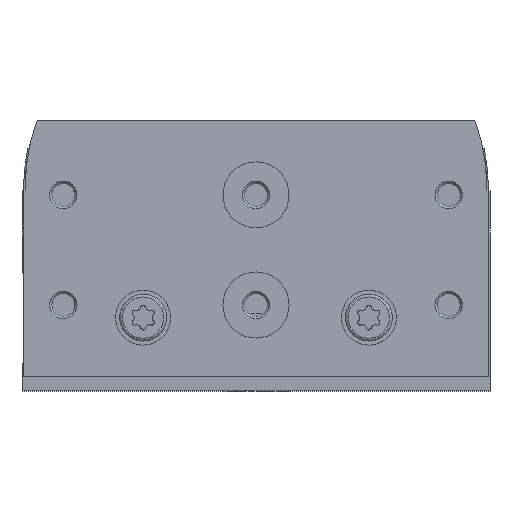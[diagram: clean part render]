
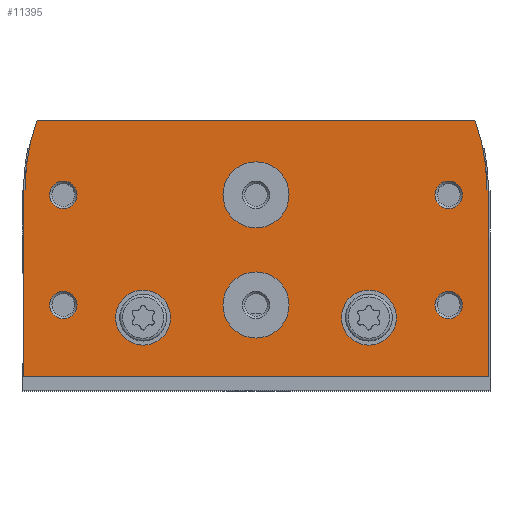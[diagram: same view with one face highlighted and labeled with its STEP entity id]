
A CAD part, top view. The second image highlights one B-rep face of the part: STEP entity #11395.
In plain terms, the highlighted planar face has unit normal (0, 0, 1).
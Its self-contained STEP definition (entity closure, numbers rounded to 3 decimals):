
#517=LINE('',#17576,#1237);
#522=LINE('',#17586,#1242);
#529=LINE('',#17603,#1249);
#535=LINE('',#17615,#1255);
#543=LINE('',#17636,#1263);
#544=LINE('',#17670,#1264);
#1237=VECTOR('',#14372,1000.);
#1242=VECTOR('',#14379,1000.);
#1249=VECTOR('',#14394,1000.);
#1255=VECTOR('',#14404,1000.);
#1263=VECTOR('',#14426,1000.);
#1264=VECTOR('',#14461,1000.);
#1690=PLANE('',#12284);
#3075=ORIENTED_EDGE('',*,*,#5217,.F.);
#3076=ORIENTED_EDGE('',*,*,#5218,.F.);
#3077=ORIENTED_EDGE('',*,*,#5219,.T.);
#3078=ORIENTED_EDGE('',*,*,#5220,.T.);
#3079=ORIENTED_EDGE('',*,*,#5221,.T.);
#3080=ORIENTED_EDGE('',*,*,#5222,.T.);
#3081=ORIENTED_EDGE('',*,*,#5223,.T.);
#3082=ORIENTED_EDGE('',*,*,#5224,.T.);
#3083=ORIENTED_EDGE('',*,*,#5187,.T.);
#3084=ORIENTED_EDGE('',*,*,#5181,.T.);
#3085=ORIENTED_EDGE('',*,*,#5199,.T.);
#3086=ORIENTED_EDGE('',*,*,#5167,.T.);
#3087=ORIENTED_EDGE('',*,*,#5172,.T.);
#3088=ORIENTED_EDGE('',*,*,#5176,.T.);
#3089=ORIENTED_EDGE('',*,*,#5216,.T.);
#3090=ORIENTED_EDGE('',*,*,#5193,.T.);
#5167=EDGE_CURVE('',#6356,#6355,#517,.T.);
#5172=EDGE_CURVE('',#6355,#6359,#522,.T.);
#5176=EDGE_CURVE('',#6359,#6361,#7069,.T.);
#5181=EDGE_CURVE('',#6363,#6365,#529,.T.);
#5187=EDGE_CURVE('',#6369,#6363,#535,.T.);
#5193=EDGE_CURVE('',#6374,#6369,#7071,.T.);
#5199=EDGE_CURVE('',#6365,#6356,#543,.T.);
#5216=EDGE_CURVE('',#6361,#6374,#544,.T.);
#5217=EDGE_CURVE('',#6392,#6392,#7090,.T.);
#5218=EDGE_CURVE('',#6393,#6393,#7091,.T.);
#5219=EDGE_CURVE('',#6394,#6394,#7092,.T.);
#5220=EDGE_CURVE('',#6395,#6395,#7093,.T.);
#5221=EDGE_CURVE('',#6396,#6396,#7094,.T.);
#5222=EDGE_CURVE('',#6397,#6397,#7095,.T.);
#5223=EDGE_CURVE('',#6398,#6398,#7096,.T.);
#5224=EDGE_CURVE('',#6399,#6399,#7097,.T.);
#6355=VERTEX_POINT('',#17575);
#6356=VERTEX_POINT('',#17577);
#6359=VERTEX_POINT('',#17585);
#6361=VERTEX_POINT('',#17592);
#6363=VERTEX_POINT('',#17597);
#6365=VERTEX_POINT('',#17602);
#6369=VERTEX_POINT('',#17613);
#6374=VERTEX_POINT('',#17628);
#6392=VERTEX_POINT('',#17673);
#6393=VERTEX_POINT('',#17675);
#6394=VERTEX_POINT('',#17677);
#6395=VERTEX_POINT('',#17679);
#6396=VERTEX_POINT('',#17681);
#6397=VERTEX_POINT('',#17683);
#6398=VERTEX_POINT('',#17685);
#6399=VERTEX_POINT('',#17687);
#7069=CIRCLE('',#12256,37.);
#7071=CIRCLE('',#12263,37.);
#7090=CIRCLE('',#12285,5.);
#7091=CIRCLE('',#12286,5.);
#7092=CIRCLE('',#12287,6.);
#7093=CIRCLE('',#12288,6.);
#7094=CIRCLE('',#12289,2.5);
#7095=CIRCLE('',#12290,2.5);
#7096=CIRCLE('',#12291,2.5);
#7097=CIRCLE('',#12292,2.5);
#7793=EDGE_LOOP('',(#3075));
#7794=EDGE_LOOP('',(#3076));
#7795=EDGE_LOOP('',(#3077));
#7796=EDGE_LOOP('',(#3078));
#7797=EDGE_LOOP('',(#3079));
#7798=EDGE_LOOP('',(#3080));
#7799=EDGE_LOOP('',(#3081));
#7800=EDGE_LOOP('',(#3082));
#7801=EDGE_LOOP('',(#3083,#3084,#3085,#3086,#3087,#3088,#3089,#3090));
#8631=FACE_BOUND('',#7793,.T.);
#8632=FACE_BOUND('',#7794,.T.);
#8633=FACE_BOUND('',#7795,.T.);
#8634=FACE_BOUND('',#7796,.T.);
#8635=FACE_BOUND('',#7797,.T.);
#8636=FACE_BOUND('',#7798,.T.);
#8637=FACE_BOUND('',#7799,.T.);
#8638=FACE_BOUND('',#7800,.T.);
#8639=FACE_BOUND('',#7801,.T.);
#11395=ADVANCED_FACE('',(#8631,#8632,#8633,#8634,#8635,#8636,#8637,#8638,
#8639),#1690,.T.);
#12256=AXIS2_PLACEMENT_3D('',#17593,#14386,#14387);
#12263=AXIS2_PLACEMENT_3D('',#17627,#14415,#14416);
#12284=AXIS2_PLACEMENT_3D('',#17671,#14462,#14463);
#12285=AXIS2_PLACEMENT_3D('',#17672,#14464,#14465);
#12286=AXIS2_PLACEMENT_3D('',#17674,#14466,#14467);
#12287=AXIS2_PLACEMENT_3D('',#17676,#14468,#14469);
#12288=AXIS2_PLACEMENT_3D('',#17678,#14470,#14471);
#12289=AXIS2_PLACEMENT_3D('',#17680,#14472,#14473);
#12290=AXIS2_PLACEMENT_3D('',#17682,#14474,#14475);
#12291=AXIS2_PLACEMENT_3D('',#17684,#14476,#14477);
#12292=AXIS2_PLACEMENT_3D('',#17686,#14478,#14479);
#14372=DIRECTION('',(0.,1.,0.));
#14379=DIRECTION('',(-0.866,0.5,0.));
#14386=DIRECTION('',(0.,0.,1.));
#14387=DIRECTION('',(1.,0.,0.));
#14394=DIRECTION('',(0.,-1.,0.));
#14404=DIRECTION('',(-0.866,-0.5,0.));
#14415=DIRECTION('',(0.,0.,1.));
#14416=DIRECTION('',(1.,0.,0.));
#14426=DIRECTION('',(1.,0.,0.));
#14461=DIRECTION('',(-1.,0.,0.));
#14462=DIRECTION('',(0.,0.,1.));
#14463=DIRECTION('',(1.,0.,0.));
#14464=DIRECTION('',(0.,0.,1.));
#14465=DIRECTION('',(1.,0.,0.));
#14466=DIRECTION('',(0.,0.,1.));
#14467=DIRECTION('',(1.,0.,0.));
#14468=DIRECTION('',(0.,0.,-1.));
#14469=DIRECTION('',(-1.,0.,0.));
#14470=DIRECTION('',(0.,0.,-1.));
#14471=DIRECTION('',(-1.,0.,0.));
#14472=DIRECTION('',(0.,0.,-1.));
#14473=DIRECTION('',(-1.,0.,0.));
#14474=DIRECTION('',(0.,0.,-1.));
#14475=DIRECTION('',(-1.,0.,0.));
#14476=DIRECTION('',(0.,0.,-1.));
#14477=DIRECTION('',(-1.,0.,0.));
#14478=DIRECTION('',(0.,0.,-1.));
#14479=DIRECTION('',(-1.,0.,0.));
#17575=CARTESIAN_POINT('',(42.25,33.827,0.));
#17576=CARTESIAN_POINT('',(42.25,0.,0.));
#17577=CARTESIAN_POINT('',(42.25,0.,0.));
#17585=CARTESIAN_POINT('',(41.95,34.,0.));
#17586=CARTESIAN_POINT('',(42.25,33.827,0.));
#17592=CARTESIAN_POINT('',(39.775,46.5,0.));
#17593=CARTESIAN_POINT('',(4.95,34.,0.));
#17597=CARTESIAN_POINT('',(-42.25,33.827,0.));
#17602=CARTESIAN_POINT('',(-42.25,0.,0.));
#17603=CARTESIAN_POINT('',(-42.25,33.827,0.));
#17613=CARTESIAN_POINT('',(-41.95,34.,0.));
#17615=CARTESIAN_POINT('',(-41.95,34.,0.));
#17627=CARTESIAN_POINT('',(-4.95,34.,0.));
#17628=CARTESIAN_POINT('',(-39.775,46.5,0.));
#17636=CARTESIAN_POINT('',(-42.25,0.,0.));
#17670=CARTESIAN_POINT('',(39.775,46.5,0.));
#17671=CARTESIAN_POINT('',(4.95,34.,0.));
#17672=CARTESIAN_POINT('',(-20.5,10.7,0.));
#17673=CARTESIAN_POINT('',(-15.5,10.7,0.));
#17674=CARTESIAN_POINT('',(20.5,10.7,0.));
#17675=CARTESIAN_POINT('',(25.5,10.7,0.));
#17676=CARTESIAN_POINT('',(0.,13.,0.));
#17677=CARTESIAN_POINT('',(-6.,13.,0.));
#17678=CARTESIAN_POINT('',(0.,33.,0.));
#17679=CARTESIAN_POINT('',(-6.,33.,0.));
#17680=CARTESIAN_POINT('',(35.,13.,0.));
#17681=CARTESIAN_POINT('',(32.5,13.,0.));
#17682=CARTESIAN_POINT('',(-35.,13.,0.));
#17683=CARTESIAN_POINT('',(-37.5,13.,0.));
#17684=CARTESIAN_POINT('',(-35.,33.,0.));
#17685=CARTESIAN_POINT('',(-37.5,33.,0.));
#17686=CARTESIAN_POINT('',(35.,33.,0.));
#17687=CARTESIAN_POINT('',(32.5,33.,0.));
